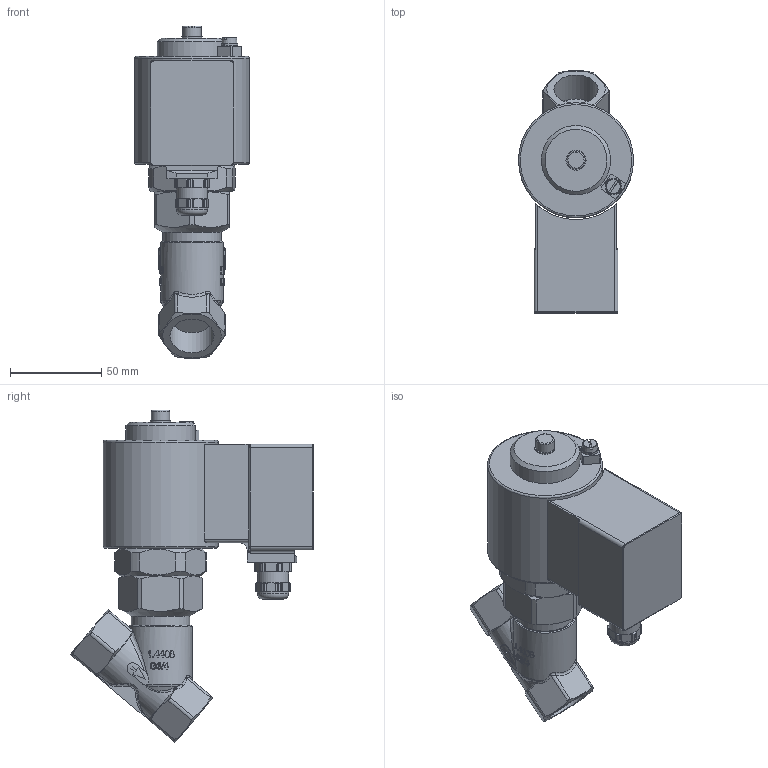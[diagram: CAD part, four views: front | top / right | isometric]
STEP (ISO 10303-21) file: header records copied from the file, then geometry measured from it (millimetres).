
FILE_DESCRIPTION(/* description */ ('2/2 direktgest. Teller-Magnetventil'),/* implementation_level */ '2;1');
FILE_NAME(/* name */ '048.001887_C4824-0802-.328.stp',/* time_stamp */ '2021-10-26T07:26:46+02:00',/* author */ ('CBeuthner'),/* organization */ (''),/* preprocessor_version */ 'ST-DEVELOPER v16.1',/* originating_system */ 'Autodesk Inventor 2016',/* authorisation */ '');
FILE_SCHEMA (('CONFIG_CONTROL_DESIGN'));
Products named in the file (1): 87-029879
Bounding box: 63 x 132.72 x 181.83 mm (x, y, z)
Volume: 470403.6 mm3; surface area: 57047.9 mm2
Topology: 2 solids, 2 shells, 575 faces, 1511 edges, 967 vertices
Faces by surface type: plane 230, cylinder 136, bspline 124, cone 65, torus 20
Full cylindrical faces by diameter (mm): 4.51 x1, 10 x1, 11 x1, 17 x2, 24.117 x2, 32 x1, 34.5 x1, 38 x1, 63 x1
Entity records: 46592 total; most frequent: CARTESIAN_POINT 34165, ORIENTED_EDGE 2954, DIRECTION 2043, EDGE_CURVE 1477, VERTEX_POINT 961, AXIS2_PLACEMENT_3D 763, EDGE_LOOP 630, FACE_OUTER_BOUND 575
